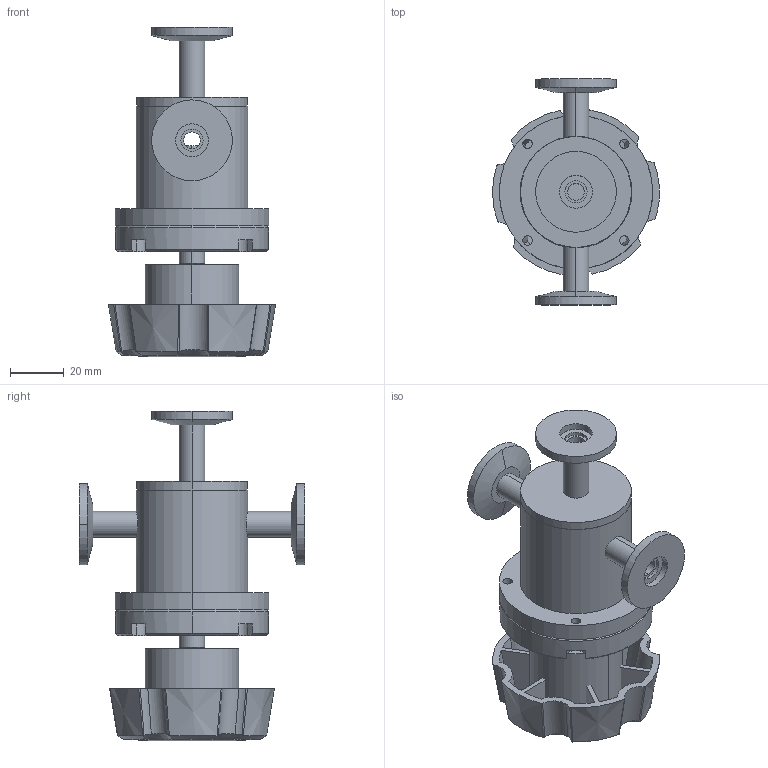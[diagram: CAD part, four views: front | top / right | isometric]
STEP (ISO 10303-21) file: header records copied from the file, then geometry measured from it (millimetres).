
FILE_DESCRIPTION (( 'STEP AP214' ), '1' );
FILE_NAME ('T-3800-H-NW10_TEE_VALVE_MANUAL.STEP', '2020-04-21T06:57:12', ( 'admin' ), ( 'Microsoft' ), 'SwSTEP 2.0', 'SolidWorks 2016', '' );
FILE_SCHEMA (( 'AUTOMOTIVE_DESIGN' ));
Length unit declared in the file: inch
Products named in the file (1): T-3800-H-NW10_TEE_VALVE_MANUAL
Bounding box: 61.96 x 83.82 x 122.21 mm (x, y, z)
Volume: 92818.2 mm3; surface area: 62237.2 mm2
Topology: 14 solids, 14 shells, 335 faces, 842 edges, 556 vertices
Faces by surface type: cylinder 143, plane 99, cone 76, bspline 16, sphere 1
Entity records: 12019 total; most frequent: CARTESIAN_POINT 3844, ORIENTED_EDGE 1684, DIRECTION 1622, EDGE_CURVE 842, AXIS2_PLACEMENT_3D 666, VERTEX_POINT 556, EDGE_LOOP 400, CIRCLE 346
